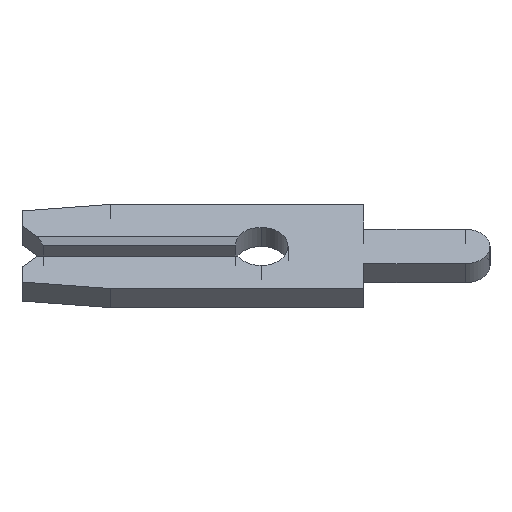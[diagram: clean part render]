
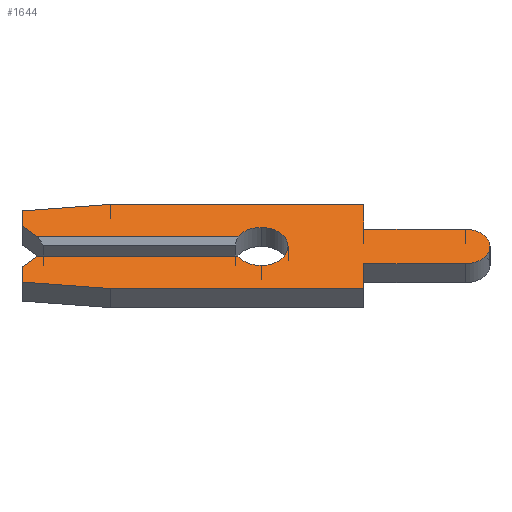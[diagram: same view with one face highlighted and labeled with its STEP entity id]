
A CAD part, left-side view. The second image highlights one B-rep face of the part: STEP entity #1644.
In plain terms, the highlighted face is planar.
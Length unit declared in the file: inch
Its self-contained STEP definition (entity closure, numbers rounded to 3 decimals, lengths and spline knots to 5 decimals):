
#9 = EDGE_LOOP ( 'NONE', ( #1571, #1315, #1740, #320, #31, #411, #321, #730, #1762, #1600, #1928, #1878, #1415, #1958, #462, #2065, #1264, #1337 ) ) ;
#19 = VECTOR ( 'NONE', #1716, 39.37008 ) ;
#31 = ORIENTED_EDGE ( 'NONE', *, *, #1948, .F. ) ;
#56 = LINE ( 'NONE', #722, #1153 ) ;
#89 = CARTESIAN_POINT ( 'NONE',  ( -0.013, 0.02252, -0.013 ) ) ;
#106 = AXIS2_PLACEMENT_3D ( 'NONE', #1802, #1139, #1830 ) ;
#128 = EDGE_CURVE ( 'NONE', #1735, #1110, #56, .T. ) ;
#137 = AXIS2_PLACEMENT_3D ( 'NONE', #1692, #1363, #718 ) ;
#163 = VERTEX_POINT ( 'NONE', #1704 ) ;
#164 = VERTEX_POINT ( 'NONE', #1521 ) ;
#185 = LINE ( 'NONE', #1867, #1462 ) ;
#195 = DIRECTION ( 'NONE',  ( 0., 1., 0. ) ) ;
#218 = VERTEX_POINT ( 'NONE', #1201 ) ;
#221 = DIRECTION ( 'NONE',  ( 0., 0., 1. ) ) ;
#224 = DIRECTION ( 'NONE',  ( -1., 0., 0. ) ) ;
#244 = EDGE_CURVE ( 'NONE', #1548, #581, #1330, .T. ) ;
#247 = LINE ( 'NONE', #518, #1926 ) ;
#286 = CARTESIAN_POINT ( 'NONE',  ( -0.013, 0.2105, 0.0075 ) ) ;
#295 = VECTOR ( 'NONE', #1661, 39.37008 ) ;
#305 = VECTOR ( 'NONE', #333, 39.37008 ) ;
#320 = ORIENTED_EDGE ( 'NONE', *, *, #702, .F. ) ;
#321 = ORIENTED_EDGE ( 'NONE', *, *, #244, .F. ) ;
#332 = EDGE_CURVE ( 'NONE', #164, #436, #247, .T. ) ;
#333 = DIRECTION ( 'NONE',  ( 0., -0.995, 0.105 ) ) ;
#335 = CARTESIAN_POINT ( 'NONE',  ( -0.013, 0.231, 0.013 ) ) ;
#343 = EDGE_CURVE ( 'NONE', #1110, #2044, #1902, .T. ) ;
#349 = CARTESIAN_POINT ( 'NONE',  ( -0.013, 0.146, -0.0575 ) ) ;
#375 = DIRECTION ( 'NONE',  ( 0., 0., -1. ) ) ;
#383 = CARTESIAN_POINT ( 'NONE',  ( -0.013, 0.231, -0.028 ) ) ;
#410 = EDGE_CURVE ( 'NONE', #963, #1880, #185, .T. ) ;
#411 = ORIENTED_EDGE ( 'NONE', *, *, #902, .F. ) ;
#436 = VERTEX_POINT ( 'NONE', #1250 ) ;
#454 = CARTESIAN_POINT ( 'NONE',  ( -0.013, 0.216, 0.013 ) ) ;
#458 = VECTOR ( 'NONE', #521, 39.37008 ) ;
#462 = ORIENTED_EDGE ( 'NONE', *, *, #1327, .F. ) ;
#518 = CARTESIAN_POINT ( 'NONE',  ( -0.013, -0.099, -0.0235 ) ) ;
#521 = DIRECTION ( 'NONE',  ( 0., -0.707, 0.707 ) ) ;
#522 = LINE ( 'NONE', #1807, #1015 ) ;
#535 = AXIS2_PLACEMENT_3D ( 'NONE', #1024, #224, #690 ) ;
#546 = CARTESIAN_POINT ( 'NONE',  ( -0.013, 0.231, 0.028 ) ) ;
#581 = VERTEX_POINT ( 'NONE', #1638 ) ;
#583 = VECTOR ( 'NONE', #2091, 39.37008 ) ;
#586 = LINE ( 'NONE', #2038, #19 ) ;
#590 = DIRECTION ( 'NONE',  ( 0., 0., 1. ) ) ;
#598 = LINE ( 'NONE', #841, #1127 ) ;
#601 = CARTESIAN_POINT ( 'NONE',  ( -0.013, 0.216, -0.013 ) ) ;
#621 = CIRCLE ( 'NONE', #535, 0.026 ) ;
#645 = VECTOR ( 'NONE', #221, 39.37008 ) ;
#646 = DIRECTION ( 'NONE',  ( 0., -1., 0. ) ) ;
#661 = EDGE_CURVE ( 'NONE', #2089, #788, #756, .T. ) ;
#674 = EDGE_CURVE ( 'NONE', #1626, #218, #1542, .T. ) ;
#684 = LINE ( 'NONE', #1457, #305 ) ;
#690 = DIRECTION ( 'NONE',  ( 0., 0., -1. ) ) ;
#698 = CIRCLE ( 'NONE', #137, 0.026 ) ;
#702 = EDGE_CURVE ( 'NONE', #1493, #1107, #2060, .T. ) ;
#718 = DIRECTION ( 'NONE',  ( 0., 0., -1. ) ) ;
#722 = CARTESIAN_POINT ( 'NONE',  ( -0.013, -0.099, 0.0575 ) ) ;
#729 = CARTESIAN_POINT ( 'NONE',  ( -0.013, -0.1975, 0. ) ) ;
#730 = ORIENTED_EDGE ( 'NONE', *, *, #1073, .F. ) ;
#749 = EDGE_CURVE ( 'NONE', #436, #1626, #598, .T. ) ;
#756 = LINE ( 'NONE', #335, #1083 ) ;
#779 = PLANE ( 'NONE',  #2000 ) ;
#788 = VERTEX_POINT ( 'NONE', #1980 ) ;
#822 = DIRECTION ( 'NONE',  ( 0., 0., -1. ) ) ;
#841 = CARTESIAN_POINT ( 'NONE',  ( -0.013, -0.099, -0.0575 ) ) ;
#863 = CARTESIAN_POINT ( 'NONE',  ( -0.013, 0.2105, -0.0075 ) ) ;
#883 = CARTESIAN_POINT ( 'NONE',  ( -0.013, -0.099, 0.0235 ) ) ;
#902 = EDGE_CURVE ( 'NONE', #581, #1679, #1458, .T. ) ;
#911 = VERTEX_POINT ( 'NONE', #2006 ) ;
#934 = EDGE_CURVE ( 'NONE', #911, #788, #698, .T. ) ;
#962 = DIRECTION ( 'NONE',  ( 0., -1., 0. ) ) ;
#963 = VERTEX_POINT ( 'NONE', #546 ) ;
#1015 = VECTOR ( 'NONE', #962, 39.37008 ) ;
#1024 = CARTESIAN_POINT ( 'NONE',  ( -0.013, 0., 0. ) ) ;
#1032 = EDGE_CURVE ( 'NONE', #1107, #911, #621, .T. ) ;
#1056 = DIRECTION ( 'NONE',  ( 1., 0., 0. ) ) ;
#1073 = EDGE_CURVE ( 'NONE', #218, #1548, #1477, .T. ) ;
#1083 = VECTOR ( 'NONE', #646, 39.37008 ) ;
#1101 = CARTESIAN_POINT ( 'NONE',  ( -0.013, 0., 0. ) ) ;
#1107 = VERTEX_POINT ( 'NONE', #1681 ) ;
#1109 = DIRECTION ( 'NONE',  ( 1., 0., 0. ) ) ;
#1110 = VERTEX_POINT ( 'NONE', #1353 ) ;
#1127 = VECTOR ( 'NONE', #822, 39.37008 ) ;
#1139 = DIRECTION ( 'NONE',  ( -1., 0., 0. ) ) ;
#1153 = VECTOR ( 'NONE', #375, 39.37008 ) ;
#1184 = DIRECTION ( 'NONE',  ( 0., 0.995, 0.105 ) ) ;
#1200 = CIRCLE ( 'NONE', #1377, 0.0235 ) ;
#1201 = CARTESIAN_POINT ( 'NONE',  ( -0.013, 0.146, -0.0575 ) ) ;
#1250 = CARTESIAN_POINT ( 'NONE',  ( -0.013, -0.099, -0.0235 ) ) ;
#1259 = CARTESIAN_POINT ( 'NONE',  ( -0.013, 0.231, -0.04857 ) ) ;
#1264 = ORIENTED_EDGE ( 'NONE', *, *, #410, .F. ) ;
#1290 = CARTESIAN_POINT ( 'NONE',  ( -0.013, 0.231, 0.04857 ) ) ;
#1315 = ORIENTED_EDGE ( 'NONE', *, *, #934, .F. ) ;
#1327 = EDGE_CURVE ( 'NONE', #163, #1735, #586, .T. ) ;
#1330 = LINE ( 'NONE', #383, #645 ) ;
#1333 = DIRECTION ( 'NONE',  ( 0., -1., 0. ) ) ;
#1337 = ORIENTED_EDGE ( 'NONE', *, *, #1551, .F. ) ;
#1353 = CARTESIAN_POINT ( 'NONE',  ( -0.013, -0.099, 0.0235 ) ) ;
#1356 = EDGE_CURVE ( 'NONE', #2044, #164, #1200, .T. ) ;
#1363 = DIRECTION ( 'NONE',  ( -1., 0., 0. ) ) ;
#1377 = AXIS2_PLACEMENT_3D ( 'NONE', #729, #1056, #1378 ) ;
#1378 = DIRECTION ( 'NONE',  ( 0., 0., 1. ) ) ;
#1415 = ORIENTED_EDGE ( 'NONE', *, *, #343, .F. ) ;
#1457 = CARTESIAN_POINT ( 'NONE',  ( -0.013, 0.231, 0.04857 ) ) ;
#1458 = LINE ( 'NONE', #863, #458 ) ;
#1462 = VECTOR ( 'NONE', #590, 39.37008 ) ;
#1477 = LINE ( 'NONE', #1674, #1532 ) ;
#1490 = VECTOR ( 'NONE', #1333, 39.37008 ) ;
#1493 = VERTEX_POINT ( 'NONE', #89 ) ;
#1521 = CARTESIAN_POINT ( 'NONE',  ( -0.013, -0.1975, -0.0235 ) ) ;
#1532 = VECTOR ( 'NONE', #1184, 39.37008 ) ;
#1542 = LINE ( 'NONE', #349, #295 ) ;
#1548 = VERTEX_POINT ( 'NONE', #1259 ) ;
#1551 = EDGE_CURVE ( 'NONE', #2089, #963, #1748, .T. ) ;
#1571 = ORIENTED_EDGE ( 'NONE', *, *, #661, .T. ) ;
#1595 = CARTESIAN_POINT ( 'NONE',  ( -0.013, -0.099, 0.0575 ) ) ;
#1600 = ORIENTED_EDGE ( 'NONE', *, *, #749, .F. ) ;
#1626 = VERTEX_POINT ( 'NONE', #2082 ) ;
#1634 = FACE_OUTER_BOUND ( 'NONE', #9, .T. ) ;
#1638 = CARTESIAN_POINT ( 'NONE',  ( -0.013, 0.231, -0.028 ) ) ;
#1644 = ADVANCED_FACE ( 'NONE', ( #1634 ), #779, .F. ) ;
#1661 = DIRECTION ( 'NONE',  ( 0., 1., 0. ) ) ;
#1674 = CARTESIAN_POINT ( 'NONE',  ( -0.013, 0.231, -0.04857 ) ) ;
#1679 = VERTEX_POINT ( 'NONE', #601 ) ;
#1681 = CARTESIAN_POINT ( 'NONE',  ( -0.013, 0., -0.026 ) ) ;
#1692 = CARTESIAN_POINT ( 'NONE',  ( -0.013, 0., 0. ) ) ;
#1704 = CARTESIAN_POINT ( 'NONE',  ( -0.013, 0.146, 0.0575 ) ) ;
#1716 = DIRECTION ( 'NONE',  ( 0., -1., 0. ) ) ;
#1735 = VERTEX_POINT ( 'NONE', #1595 ) ;
#1740 = ORIENTED_EDGE ( 'NONE', *, *, #1032, .F. ) ;
#1748 = LINE ( 'NONE', #286, #583 ) ;
#1762 = ORIENTED_EDGE ( 'NONE', *, *, #674, .F. ) ;
#1802 = CARTESIAN_POINT ( 'NONE',  ( -0.013, 0., 0. ) ) ;
#1807 = CARTESIAN_POINT ( 'NONE',  ( -0.013, 0., -0.013 ) ) ;
#1830 = DIRECTION ( 'NONE',  ( 0., 0., -1. ) ) ;
#1867 = CARTESIAN_POINT ( 'NONE',  ( -0.013, 0.231, 0.028 ) ) ;
#1878 = ORIENTED_EDGE ( 'NONE', *, *, #1356, .F. ) ;
#1880 = VERTEX_POINT ( 'NONE', #1290 ) ;
#1898 = DIRECTION ( 'NONE',  ( 0., 0., -1. ) ) ;
#1902 = LINE ( 'NONE', #883, #1490 ) ;
#1926 = VECTOR ( 'NONE', #195, 39.37008 ) ;
#1928 = ORIENTED_EDGE ( 'NONE', *, *, #332, .F. ) ;
#1948 = EDGE_CURVE ( 'NONE', #1679, #1493, #522, .T. ) ;
#1955 = CARTESIAN_POINT ( 'NONE',  ( -0.013, -0.1975, 0.0235 ) ) ;
#1958 = ORIENTED_EDGE ( 'NONE', *, *, #128, .F. ) ;
#1980 = CARTESIAN_POINT ( 'NONE',  ( -0.013, 0.02252, 0.013 ) ) ;
#1994 = EDGE_CURVE ( 'NONE', #1880, #163, #684, .T. ) ;
#2000 = AXIS2_PLACEMENT_3D ( 'NONE', #1101, #1109, #1898 ) ;
#2006 = CARTESIAN_POINT ( 'NONE',  ( -0.013, 0., 0.026 ) ) ;
#2038 = CARTESIAN_POINT ( 'NONE',  ( -0.013, 0.146, 0.0575 ) ) ;
#2044 = VERTEX_POINT ( 'NONE', #1955 ) ;
#2060 = CIRCLE ( 'NONE', #106, 0.026 ) ;
#2065 = ORIENTED_EDGE ( 'NONE', *, *, #1994, .F. ) ;
#2082 = CARTESIAN_POINT ( 'NONE',  ( -0.013, -0.099, -0.0575 ) ) ;
#2089 = VERTEX_POINT ( 'NONE', #454 ) ;
#2091 = DIRECTION ( 'NONE',  ( 0., 0.707, 0.707 ) ) ;
